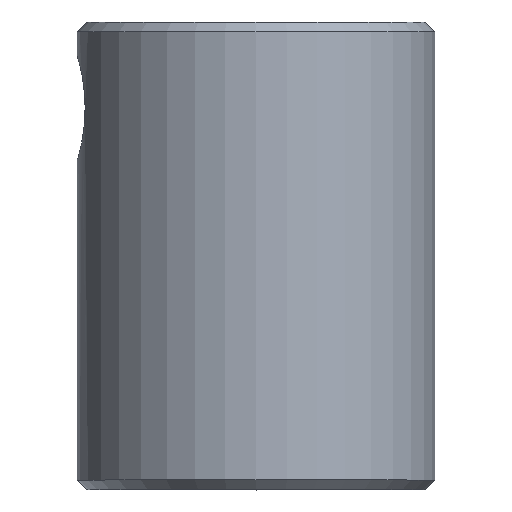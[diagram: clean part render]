
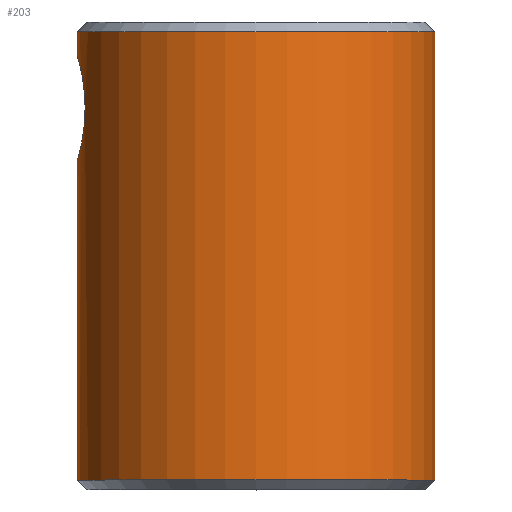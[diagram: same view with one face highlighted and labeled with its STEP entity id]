
A CAD part, top view. The second image highlights one B-rep face of the part: STEP entity #203.
In plain terms, the highlighted cylindrical face has radius 9.525 mm (diameter 19.05 mm), a full revolution.
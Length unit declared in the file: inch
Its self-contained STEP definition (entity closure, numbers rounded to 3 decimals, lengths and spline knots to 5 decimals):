
#1 = CARTESIAN_POINT ( 'NONE',  ( -0.36466, 0.86723, 0.08755 ) ) ;
#2 = ORIENTED_EDGE ( 'NONE', *, *, #254, .F. ) ;
#4 = CARTESIAN_POINT ( 'NONE',  ( -0.37398, 0.90662, -0.0286 ) ) ;
#6 = CARTESIAN_POINT ( 'NONE',  ( -0.35953, 0.82869, -0.10659 ) ) ;
#10 = CARTESIAN_POINT ( 'NONE',  ( 0., 0.96, 0. ) ) ;
#14 = CIRCLE ( 'NONE', #276, 0.375 ) ;
#30 = CARTESIAN_POINT ( 'NONE',  ( 0., 0.02, 0. ) ) ;
#32 = EDGE_CURVE ( 'NONE', #441, #441, #14, .T. ) ;
#36 = CARTESIAN_POINT ( 'NONE',  ( 0., 0., 0. ) ) ;
#40 = CARTESIAN_POINT ( 'NONE',  ( -0.37094, 0.89549, 0.05538 ) ) ;
#41 = CARTESIAN_POINT ( 'NONE',  ( -0.36897, 0.88753, 0.06725 ) ) ;
#44 = CARTESIAN_POINT ( 'NONE',  ( -0.36266, 0.74462, 0.09549 ) ) ;
#46 = CARTESIAN_POINT ( 'NONE',  ( -0.36016, 0.83558, 0.10449 ) ) ;
#48 = CARTESIAN_POINT ( 'NONE',  ( -0.36173, 0.849, -0.09891 ) ) ;
#78 = CARTESIAN_POINT ( 'NONE',  ( -0.37397, 0.69341, -0.02871 ) ) ;
#80 = CARTESIAN_POINT ( 'NONE',  ( -0.37337, 0.69549, 0.03555 ) ) ;
#81 = ORIENTED_EDGE ( 'NONE', *, *, #32, .T. ) ;
#82 = CARTESIAN_POINT ( 'NONE',  ( -0.35867, 0.81439, 0.10945 ) ) ;
#85 = DIRECTION ( 'NONE',  ( 0., -1., 0. ) ) ;
#111 = VERTEX_POINT ( 'NONE', #438 ) ;
#122 = CARTESIAN_POINT ( 'NONE',  ( -0.36467, 0.73272, 0.08752 ) ) ;
#123 = EDGE_LOOP ( 'NONE', ( #412 ) ) ;
#124 = CARTESIAN_POINT ( 'NONE',  ( -0.35846, 0.8, -0.11015 ) ) ;
#127 = CARTESIAN_POINT ( 'NONE',  ( -0.37479, 0.69056, -0.01448 ) ) ;
#131 = CARTESIAN_POINT ( 'NONE',  ( -0.37336, 0.90448, -0.03563 ) ) ;
#134 = CARTESIAN_POINT ( 'NONE',  ( -0.36466, 0.73277, -0.08755 ) ) ;
#158 = FACE_BOUND ( 'NONE', #123, .T. ) ;
#163 = CARTESIAN_POINT ( 'NONE',  ( -0.37479, 0.69057, 0.0145 ) ) ;
#164 = CARTESIAN_POINT ( 'NONE',  ( -0.35868, 0.78543, 0.10943 ) ) ;
#166 = CARTESIAN_POINT ( 'NONE',  ( -0.37184, 0.89889, 0.04906 ) ) ;
#168 = AXIS2_PLACEMENT_3D ( 'NONE', #30, #85, #325 ) ;
#169 = CARTESIAN_POINT ( 'NONE',  ( -0.36897, 0.88801, -0.06776 ) ) ;
#172 = CARTESIAN_POINT ( 'NONE',  ( -0.35868, 0.81452, -0.10943 ) ) ;
#202 = CARTESIAN_POINT ( 'NONE',  ( -0.35846, 0.80732, -0.11015 ) ) ;
#203 = ADVANCED_FACE ( 'NONE', ( #158, #357, #315 ), #403, .T. ) ;
#204 = B_SPLINE_CURVE_WITH_KNOTS ( 'NONE', 3,
 ( #124, #408, #328, #205, #415, #287, #241, #134, #321, #283, #213, #363, #78, #127, #243, #413, #163, #449, #80, #497, #367, #411, #122, #44, #528, #502, #492, #164, #452, #291, #82, #495, #46, #289, #500, #1, #207, #371, #41, #40, #166, #365, #529, #281, #446, #209, #239, #4, #131, #457, #169, #331, #455, #245, #48, #375, #6, #172, #202, #333 ),
 .UNSPECIFIED., .T., .F.,
 ( 4, 2, 2, 2, 2, 2, 2, 2, 2, 2, 2, 2, 2, 2, 2, 2, 2, 2, 2, 2, 2, 2, 2, 2, 2, 2, 2, 2, 2, 4 ),
 ( 0., 0.00055, 0.0011, 0.00165, 0.0022, 0.0033, 0.00385, 0.0044, 0.00495, 0.0055, 0.0066, 0.00715, 0.0077, 0.00825, 0.00879, 0.00934, 0.00989, 0.01044, 0.01099, 0.01154, 0.01209, 0.01264, 0.01319, 0.01374, 0.01429, 0.01539, 0.01594, 0.01649, 0.01704, 0.01759 ),
 .UNSPECIFIED. ) ;
#205 = CARTESIAN_POINT ( 'NONE',  ( -0.35953, 0.77136, -0.10661 ) ) ;
#206 = EDGE_LOOP ( 'NONE', ( #81 ) ) ;
#207 = CARTESIAN_POINT ( 'NONE',  ( -0.36573, 0.87275, 0.08302 ) ) ;
#209 = CARTESIAN_POINT ( 'NONE',  ( -0.375, 0.91015, -0.00723 ) ) ;
#213 = CARTESIAN_POINT ( 'NONE',  ( -0.3711, 0.70381, -0.05556 ) ) ;
#217 = EDGE_LOOP ( 'NONE', ( #2 ) ) ;
#239 = CARTESIAN_POINT ( 'NONE',  ( -0.37479, 0.90944, -0.01441 ) ) ;
#241 = CARTESIAN_POINT ( 'NONE',  ( -0.36265, 0.74471, -0.09554 ) ) ;
#243 = CARTESIAN_POINT ( 'NONE',  ( -0.375, 0.68985, -0.0073 ) ) ;
#245 = CARTESIAN_POINT ( 'NONE',  ( -0.36265, 0.85531, -0.09553 ) ) ;
#254 = EDGE_CURVE ( 'NONE', #443, #443, #522, .T. ) ;
#263 = EDGE_CURVE ( 'NONE', #111, #111, #204, .T. ) ;
#276 = AXIS2_PLACEMENT_3D ( 'NONE', #10, #494, #530 ) ;
#280 = CARTESIAN_POINT ( 'NONE',  ( 0., 0.96, -0.375 ) ) ;
#281 = CARTESIAN_POINT ( 'NONE',  ( -0.37478, 0.90941, 0.01461 ) ) ;
#283 = CARTESIAN_POINT ( 'NONE',  ( -0.36897, 0.712, -0.06778 ) ) ;
#287 = CARTESIAN_POINT ( 'NONE',  ( -0.36173, 0.75102, -0.09893 ) ) ;
#289 = CARTESIAN_POINT ( 'NONE',  ( -0.36171, 0.84886, 0.09898 ) ) ;
#291 = CARTESIAN_POINT ( 'NONE',  ( -0.35846, 0.80716, 0.11016 ) ) ;
#312 = DIRECTION ( 'NONE',  ( 0., -1., 0. ) ) ;
#315 = FACE_OUTER_BOUND ( 'NONE', #206, .T. ) ;
#321 = CARTESIAN_POINT ( 'NONE',  ( -0.36575, 0.72715, -0.08293 ) ) ;
#325 = DIRECTION ( 'NONE',  ( -1., 0., 0. ) ) ;
#328 = CARTESIAN_POINT ( 'NONE',  ( -0.35868, 0.78549, -0.10943 ) ) ;
#331 = CARTESIAN_POINT ( 'NONE',  ( -0.36576, 0.87287, -0.08291 ) ) ;
#333 = CARTESIAN_POINT ( 'NONE',  ( -0.35846, 0.8, -0.11015 ) ) ;
#357 = FACE_OUTER_BOUND ( 'NONE', #217, .T. ) ;
#363 = CARTESIAN_POINT ( 'NONE',  ( -0.37336, 0.69554, -0.0357 ) ) ;
#365 = CARTESIAN_POINT ( 'NONE',  ( -0.37337, 0.90449, 0.03562 ) ) ;
#367 = CARTESIAN_POINT ( 'NONE',  ( -0.36898, 0.71195, 0.06773 ) ) ;
#371 = CARTESIAN_POINT ( 'NONE',  ( -0.36789, 0.88292, 0.07286 ) ) ;
#375 = CARTESIAN_POINT ( 'NONE',  ( -0.36017, 0.83573, -0.10445 ) ) ;
#403 = CYLINDRICAL_SURFACE ( 'NONE', #473, 0.375 ) ;
#408 = CARTESIAN_POINT ( 'NONE',  ( -0.35846, 0.79268, -0.11015 ) ) ;
#411 = CARTESIAN_POINT ( 'NONE',  ( -0.36574, 0.72721, 0.08299 ) ) ;
#412 = ORIENTED_EDGE ( 'NONE', *, *, #263, .F. ) ;
#413 = CARTESIAN_POINT ( 'NONE',  ( -0.375, 0.68984, 0.00716 ) ) ;
#415 = CARTESIAN_POINT ( 'NONE',  ( -0.36017, 0.76434, -0.10447 ) ) ;
#438 = CARTESIAN_POINT ( 'NONE',  ( -0.35846, 0.8, -0.11015 ) ) ;
#441 = VERTEX_POINT ( 'NONE', #280 ) ;
#443 = VERTEX_POINT ( 'NONE', #486 ) ;
#446 = CARTESIAN_POINT ( 'NONE',  ( -0.375, 0.91015, 0.0073 ) ) ;
#449 = CARTESIAN_POINT ( 'NONE',  ( -0.37397, 0.69339, 0.02866 ) ) ;
#452 = CARTESIAN_POINT ( 'NONE',  ( -0.35846, 0.79274, 0.11015 ) ) ;
#455 = CARTESIAN_POINT ( 'NONE',  ( -0.36466, 0.86726, -0.08753 ) ) ;
#457 = CARTESIAN_POINT ( 'NONE',  ( -0.3711, 0.8962, -0.05554 ) ) ;
#473 = AXIS2_PLACEMENT_3D ( 'NONE', #36, #312, #485 ) ;
#485 = DIRECTION ( 'NONE',  ( 0., 0., -1. ) ) ;
#486 = CARTESIAN_POINT ( 'NONE',  ( -0.375, 0.02, 0. ) ) ;
#492 = CARTESIAN_POINT ( 'NONE',  ( -0.35954, 0.77121, 0.10657 ) ) ;
#494 = DIRECTION ( 'NONE',  ( 0., -1., 0. ) ) ;
#495 = CARTESIAN_POINT ( 'NONE',  ( -0.35953, 0.8287, 0.1066 ) ) ;
#497 = CARTESIAN_POINT ( 'NONE',  ( -0.37109, 0.70383, 0.05564 ) ) ;
#500 = CARTESIAN_POINT ( 'NONE',  ( -0.36265, 0.85531, 0.09553 ) ) ;
#502 = CARTESIAN_POINT ( 'NONE',  ( -0.36017, 0.76434, 0.10447 ) ) ;
#522 = CIRCLE ( 'NONE', #168, 0.375 ) ;
#528 = CARTESIAN_POINT ( 'NONE',  ( -0.36172, 0.75107, 0.09895 ) ) ;
#529 = CARTESIAN_POINT ( 'NONE',  ( -0.37396, 0.90658, 0.02873 ) ) ;
#530 = DIRECTION ( 'NONE',  ( 0., 0., -1. ) ) ;
